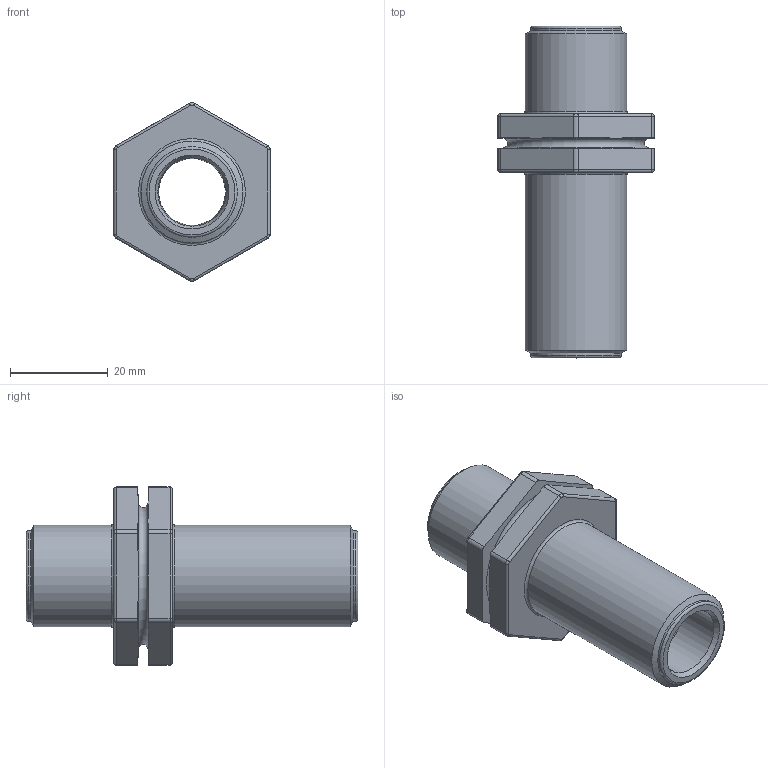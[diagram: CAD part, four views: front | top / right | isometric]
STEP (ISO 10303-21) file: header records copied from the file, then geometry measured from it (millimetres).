
FILE_DESCRIPTION(/* description */ ('Unknown'),/* implementation_level */ '2;1');
FILE_NAME(/* name */ '2502021',/* time_stamp */ '2016-07-09T12:05:09+02:00',/* author */ ('Unknown'),/* organization */ ('Unknown'),/* preprocessor_version */ 'ST-DEVELOPER v16.7',/* originating_system */ 'DEX',/* authorisation */ $);
FILE_SCHEMA (('AUTOMOTIVE_DESIGN {1 0 10303 214 3 1 1}'));
Length unit declared in the file: millimetre
Products named in the file (1): 2502021
Bounding box: 32 x 68 x 36.64 mm (x, y, z)
Volume: 18770.5 mm3; surface area: 9634.5 mm2
Topology: 1 solids, 1 shells, 71 faces, 169 edges, 102 vertices
Faces by surface type: cylinder 30, plane 16, bspline 12, cone 8, torus 5
Full cylindrical faces by diameter (mm): 14 x2, 18.6 x2, 20.9 x2
Entity records: 2430 total; most frequent: CARTESIAN_POINT 938, DIRECTION 306, ORIENTED_EDGE 282, EDGE_CURVE 141, AXIS2_PLACEMENT_3D 129, EDGE_LOOP 94, FACE_BOUND 94, VERTEX_POINT 93
